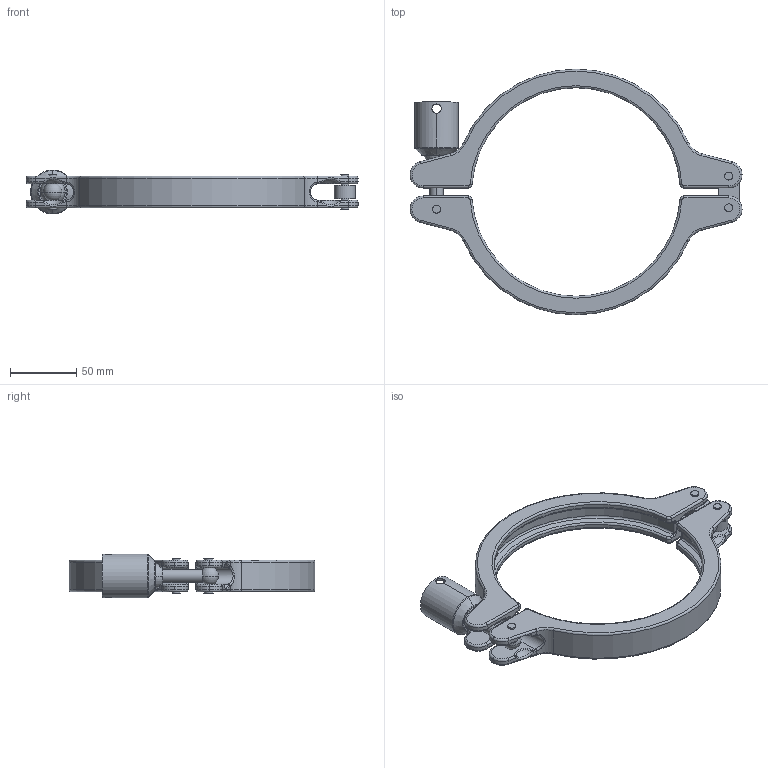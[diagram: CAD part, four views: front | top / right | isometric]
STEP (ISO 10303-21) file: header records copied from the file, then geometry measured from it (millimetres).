
FILE_DESCRIPTION (( 'STEP AP214' ), '1' );
FILE_NAME ('CL.SAFL.0600 BLOCK.STEP', '2020-05-27T09:40:22', ( '' ), ( '' ), 'SwSTEP 2.0', 'SolidWorks 2020', '' );
FILE_SCHEMA (( 'AUTOMOTIVE_DESIGN' ));
Length unit declared in the file: millimetre
Products named in the file (3): B0077 - M10 Safety shroud; CL.SAFL.0600 BLOCK; 6.00 SH clamp (SB) - block detail
Assembly tree (2 placements, depth 2):
  CL.SAFL.0600 BLOCK
    6.00 SH clamp (SB) - block detail
    B0077 - M10 Safety shroud
Bounding box: 250 x 185 x 33 mm (x, y, z)
Volume: 194556.1 mm3; surface area: 71739.2 mm2
Topology: 2 solids, 2 shells, 345 faces, 812 edges, 470 vertices
Faces by surface type: cylinder 119, torus 86, plane 60, bspline 44, sphere 28, cone 8
Entity records: 13241 total; most frequent: CARTESIAN_POINT 4855, DIRECTION 1755, ORIENTED_EDGE 1598, EDGE_CURVE 799, AXIS2_PLACEMENT_3D 763, VERTEX_POINT 469, CIRCLE 457, EDGE_LOOP 368
